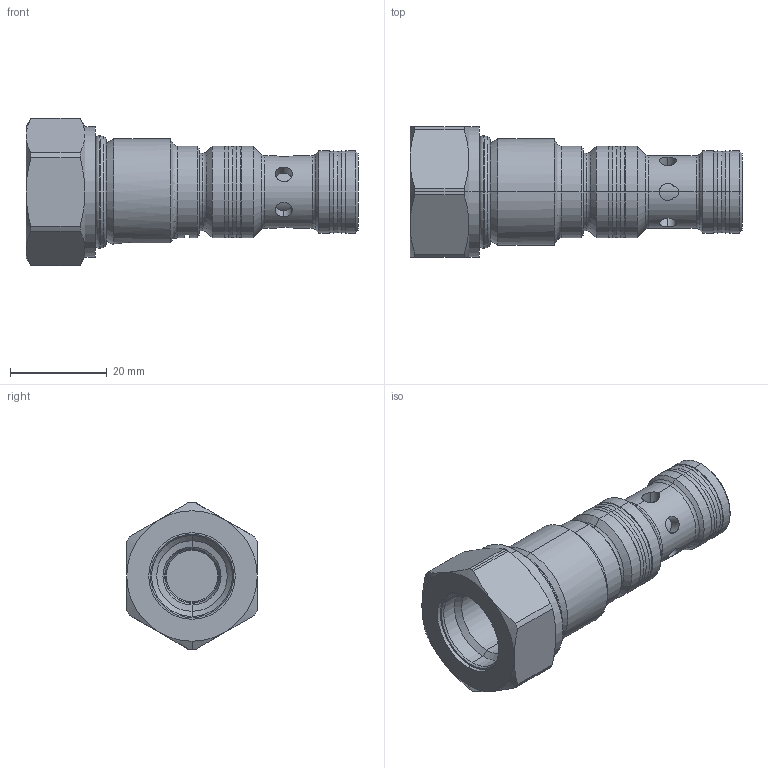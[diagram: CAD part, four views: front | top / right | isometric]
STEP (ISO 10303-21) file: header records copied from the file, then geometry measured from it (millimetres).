
FILE_DESCRIPTION (( 'STEP AP214' ), '1' );
FILE_NAME ('482.F2_defeature.STEP', '2017-02-01T13:24:51', ( 'user' ), ( '' ), 'SwSTEP 2.0', 'SolidWorks 2016', '' );
FILE_SCHEMA (( 'AUTOMOTIVE_DESIGN' ));
Length unit declared in the file: millimetre
Products named in the file (1): 482.F2_defeature
Bounding box: 68.7 x 27 x 30.5 mm (x, y, z)
Volume: 20381.4 mm3; surface area: 7357.6 mm2
Topology: 2 solids, 2 shells, 167 faces, 364 edges, 212 vertices
Faces by surface type: cylinder 62, cone 49, torus 26, plane 22, bspline 8
Entity records: 5368 total; most frequent: CARTESIAN_POINT 1657, DIRECTION 796, ORIENTED_EDGE 728, EDGE_CURVE 364, AXIS2_PLACEMENT_3D 341, VERTEX_POINT 212, CIRCLE 181, EDGE_LOOP 180
